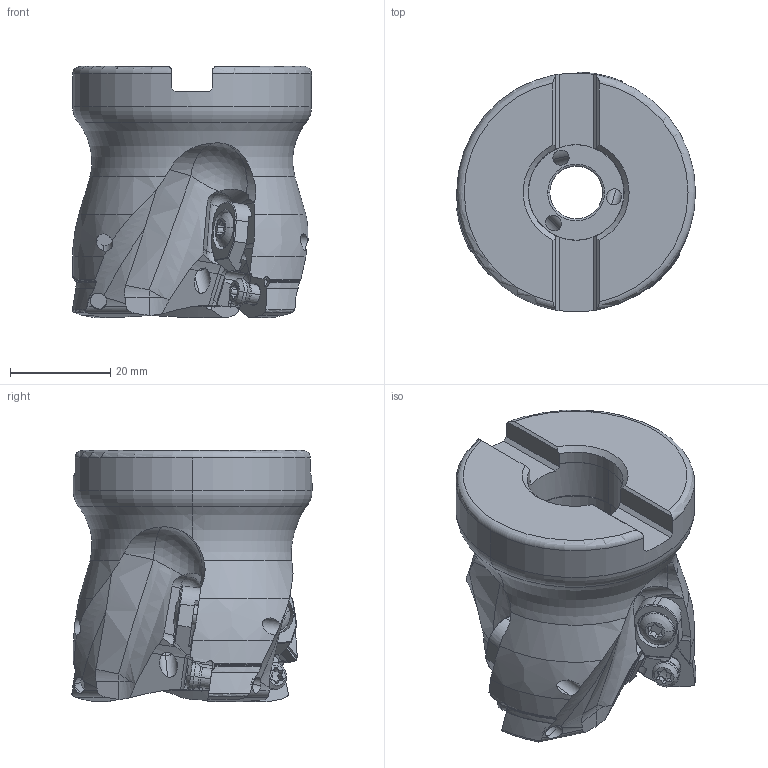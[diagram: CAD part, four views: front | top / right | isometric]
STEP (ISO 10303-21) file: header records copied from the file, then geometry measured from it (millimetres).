
FILE_DESCRIPTION(/* description */ (''),/* implementation_level */ '2;1');
FILE_NAME(/* name */ 'AJXU12R0203.stp',/* time_stamp */ '2021-09-08T11:48:59+09:00',/* author */ (''),/* organization */ (''),/* preprocessor_version */ 'ST-DEVELOPER v16',/* originating_system */ 'SIEMENS PLM Software NX 10.0',/* authorisation */ '');
FILE_SCHEMA (('AUTOMOTIVE_DESIGN { 1 0 10303 214 3 1 1 1 }'));
Length unit declared in the file: millimetre
Products named in the file (1): AJXU12R0203_ASM
Bounding box: 47.68 x 47.88 x 50.08 mm (x, y, z)
Volume: 51491.1 mm3; surface area: 16832.2 mm2
Topology: 13 solids, 13 shells, 682 faces, 1884 edges, 1266 vertices
Faces by surface type: cylinder 312, plane 201, cone 86, torus 44, sphere 24, bspline 15
Entity records: 27131 total; most frequent: CARTESIAN_POINT 9433, ORIENTED_EDGE 3702, DIRECTION 3597, EDGE_CURVE 1851, AXIS2_PLACEMENT_3D 1476, VERTEX_POINT 1220, EDGE_LOOP 739, CIRCLE 692
